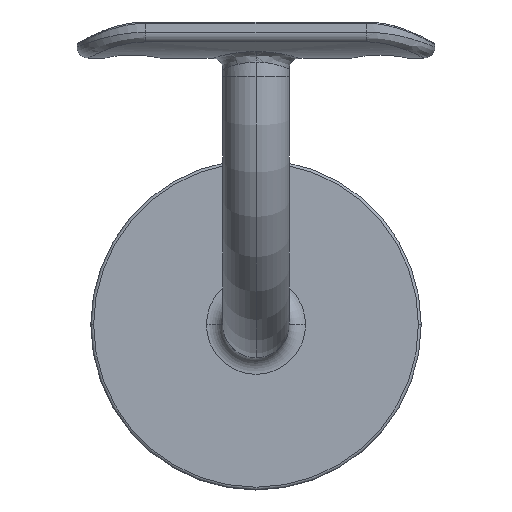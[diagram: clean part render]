
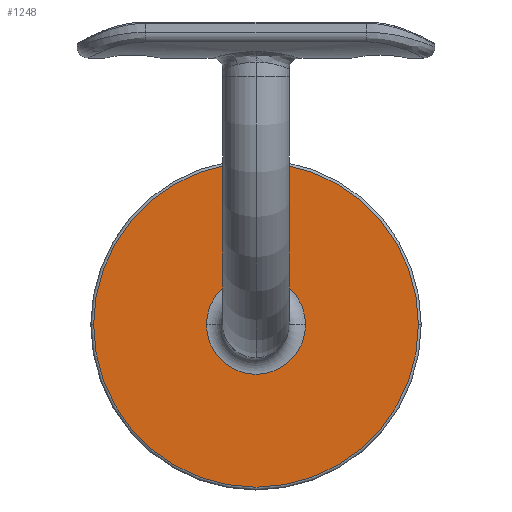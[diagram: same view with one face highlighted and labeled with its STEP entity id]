
A CAD part, top view. The second image highlights one B-rep face of the part: STEP entity #1248.
In plain terms, the highlighted planar face has unit normal (0, 0, 1).
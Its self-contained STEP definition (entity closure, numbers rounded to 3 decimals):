
#375 = AXIS2_PLACEMENT_3D ( 'NONE', #16842, #16903, #1211 ) ;
#403 = FACE_OUTER_BOUND ( 'NONE', #4540, .T. ) ;
#1211 = DIRECTION ( 'NONE',  ( 1., 0., 0. ) ) ;
#1248 = ADVANCED_FACE ( 'NONE', ( #403, #14548 ), #13416, .T. ) ;
#2107 = VERTEX_POINT ( 'NONE', #12081 ) ;
#2326 = EDGE_CURVE ( 'NONE', #6891, #2107, #7381, .T. ) ;
#3121 = CARTESIAN_POINT ( 'NONE',  ( -29.5, 0., 5. ) ) ;
#3234 = DIRECTION ( 'NONE',  ( 0., 0., -1. ) ) ;
#3302 = DIRECTION ( 'NONE',  ( 0., 0., 1. ) ) ;
#4485 = DIRECTION ( 'NONE',  ( 1., 0., 0. ) ) ;
#4540 = EDGE_LOOP ( 'NONE', ( #14911, #10959 ) ) ;
#4581 = DIRECTION ( 'NONE',  ( 1., 0., 0. ) ) ;
#5664 = AXIS2_PLACEMENT_3D ( 'NONE', #9255, #13240, #6657 ) ;
#5904 = CARTESIAN_POINT ( 'NONE',  ( 0., 0., 5. ) ) ;
#6657 = DIRECTION ( 'NONE',  ( 1., 0., 0. ) ) ;
#6790 = AXIS2_PLACEMENT_3D ( 'NONE', #11666, #7624, #16768 ) ;
#6891 = VERTEX_POINT ( 'NONE', #7926 ) ;
#7173 = CARTESIAN_POINT ( 'NONE',  ( 0., 0., 5. ) ) ;
#7381 = CIRCLE ( 'NONE', #375, 9. ) ;
#7591 = VERTEX_POINT ( 'NONE', #3121 ) ;
#7624 = DIRECTION ( 'NONE',  ( 0., 0., 1. ) ) ;
#7926 = CARTESIAN_POINT ( 'NONE',  ( 9., 0., 5. ) ) ;
#9255 = CARTESIAN_POINT ( 'NONE',  ( 0., 0., 5. ) ) ;
#9456 = ORIENTED_EDGE ( 'NONE', *, *, #13972, .T. ) ;
#10127 = AXIS2_PLACEMENT_3D ( 'NONE', #7173, #3302, #4485 ) ;
#10673 = EDGE_CURVE ( 'NONE', #7591, #14795, #16292, .T. ) ;
#10959 = ORIENTED_EDGE ( 'NONE', *, *, #10673, .T. ) ;
#11666 = CARTESIAN_POINT ( 'NONE',  ( 0., 0., 5. ) ) ;
#11850 = CIRCLE ( 'NONE', #16560, 9. ) ;
#12040 = CIRCLE ( 'NONE', #10127, 29.5 ) ;
#12081 = CARTESIAN_POINT ( 'NONE',  ( -9., 0., 5. ) ) ;
#13016 = CARTESIAN_POINT ( 'NONE',  ( 29.5, 0., 5. ) ) ;
#13240 = DIRECTION ( 'NONE',  ( 0., 0., 1. ) ) ;
#13416 = PLANE ( 'NONE',  #5664 ) ;
#13972 = EDGE_CURVE ( 'NONE', #2107, #6891, #11850, .T. ) ;
#14548 = FACE_BOUND ( 'NONE', #15814, .T. ) ;
#14795 = VERTEX_POINT ( 'NONE', #13016 ) ;
#14911 = ORIENTED_EDGE ( 'NONE', *, *, #15150, .T. ) ;
#15150 = EDGE_CURVE ( 'NONE', #14795, #7591, #12040, .T. ) ;
#15814 = EDGE_LOOP ( 'NONE', ( #16685, #9456 ) ) ;
#16292 = CIRCLE ( 'NONE', #6790, 29.5 ) ;
#16560 = AXIS2_PLACEMENT_3D ( 'NONE', #5904, #3234, #4581 ) ;
#16685 = ORIENTED_EDGE ( 'NONE', *, *, #2326, .T. ) ;
#16768 = DIRECTION ( 'NONE',  ( 1., 0., 0. ) ) ;
#16842 = CARTESIAN_POINT ( 'NONE',  ( 0., 0., 5. ) ) ;
#16903 = DIRECTION ( 'NONE',  ( 0., 0., -1. ) ) ;
